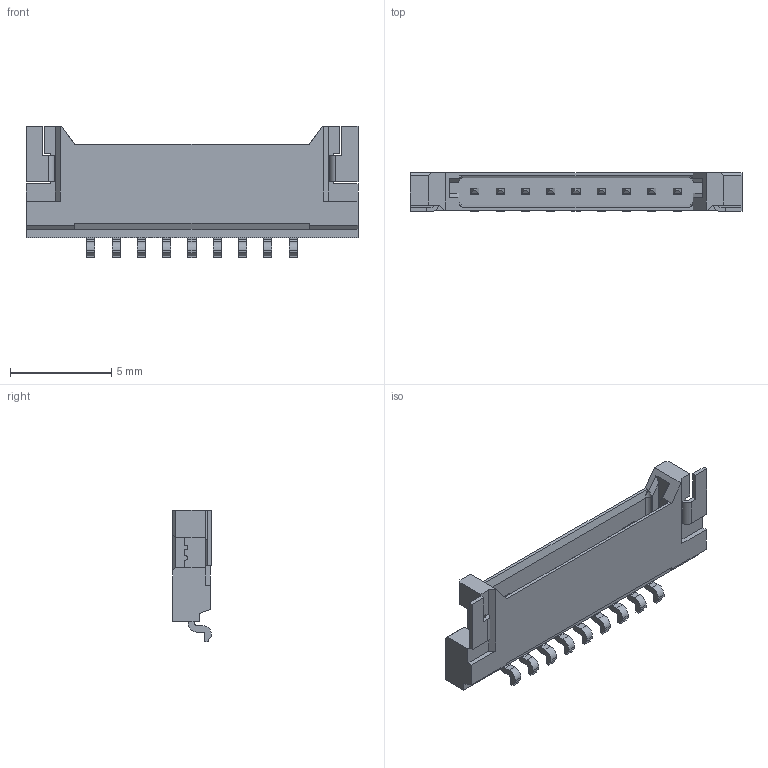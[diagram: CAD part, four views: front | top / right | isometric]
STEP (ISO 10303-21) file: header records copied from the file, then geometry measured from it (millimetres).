
FILE_DESCRIPTION((''),'2;1');
FILE_NAME('537800970','2014-02-28T',('me'),(''),'PRO/ENGINEER BY PARAMETRIC TECHNOLOGY CORPORATION, 2011490','PRO/ENGINEER BY PARAMETRIC TECHNOLOGY CORPORATION, 2011490','');
FILE_SCHEMA(('CONFIG_CONTROL_DESIGN'));
Length unit declared in the file: millimetre
Products named in the file (1): 537800970
Bounding box: 16.4 x 1.9 x 6.5 mm (x, y, z)
Volume: 74.8 mm3; surface area: 387.1 mm2
Topology: 1 solids, 1 shells, 371 faces, 1020 edges, 672 vertices
Faces by surface type: plane 319, cylinder 52
Entity records: 11570 total; most frequent: CARTESIAN_POINT 2082, ORIENTED_EDGE 1952, DIRECTION 1846, EDGE_CURVE 976, VECTOR 918, LINE 918, VERTEX_POINT 628, AXIS2_PLACEMENT_3D 464
